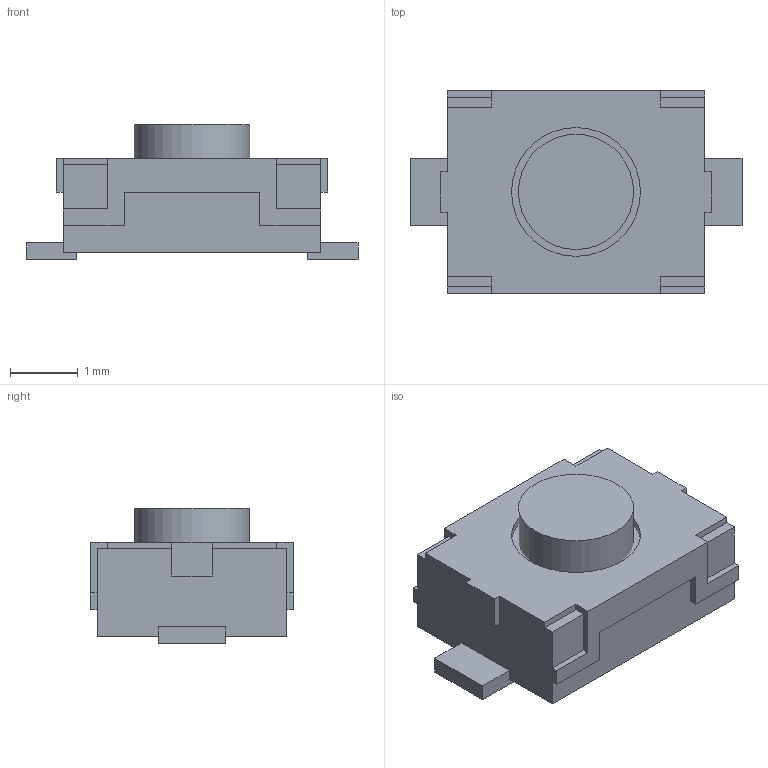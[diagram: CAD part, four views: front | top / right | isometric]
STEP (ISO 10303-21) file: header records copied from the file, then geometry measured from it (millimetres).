
FILE_DESCRIPTION(/* description */ (''),/* implementation_level */ '2;1');
FILE_NAME(/* name */ 'switch_4mm.stp',/* time_stamp */ '2024-01-05T14:39:15+01:00',/* author */ (''),/* organization */ (''),/* preprocessor_version */ 'ST-DEVELOPER v15.2',/* originating_system */ 'Autodesk Translator Framework v2.0.0.5431',/* authorisation */ '');
FILE_SCHEMA (('AUTOMOTIVE_DESIGN { 1 0 10303 214 3 1 1 }'));
Length unit declared in the file: centimetre
Products named in the file (1): 4mm_switch
Bounding box: 4.9 x 3 x 2 mm (x, y, z)
Volume: 17.1 mm3; surface area: 78.3 mm2
Topology: 5 solids, 5 shells, 68 faces, 171 edges, 113 vertices
Faces by surface type: plane 66, cylinder 2
Full cylindrical faces by diameter (mm): 1.7 x1, 1.9 x1
Entity records: 2009 total; most frequent: CARTESIAN_POINT 349, ORIENTED_EDGE 336, DIRECTION 310, EDGE_CURVE 168, LINE 164, VECTOR 164, VERTEX_POINT 112, AXIS2_PLACEMENT_3D 73
